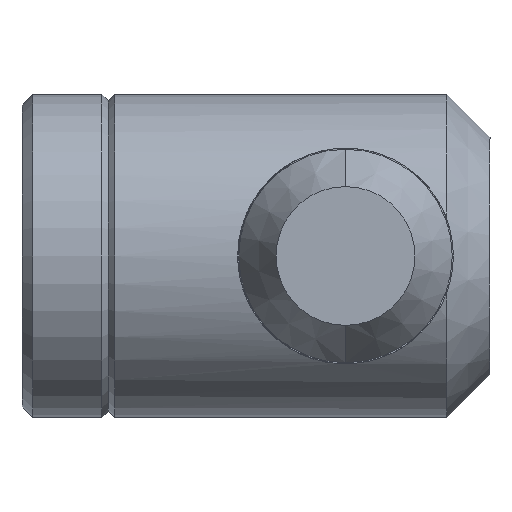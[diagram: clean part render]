
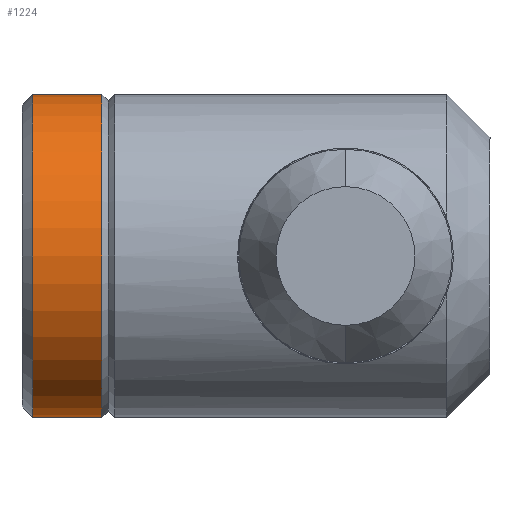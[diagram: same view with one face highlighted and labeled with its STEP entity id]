
A CAD part, left-side view. The second image highlights one B-rep face of the part: STEP entity #1224.
In plain terms, the highlighted cylindrical face has radius 7.5 mm (diameter 15 mm), a partial arc.
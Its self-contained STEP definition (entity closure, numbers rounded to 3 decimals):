
#111 = VERTEX_POINT ( 'NONE', #370 ) ;
#123 = EDGE_CURVE ( 'NONE', #1426, #111, #217, .T. ) ;
#179 = DIRECTION ( 'NONE',  ( 0., -1., 0. ) ) ;
#198 = DIRECTION ( 'NONE',  ( 0., 0., 1. ) ) ;
#210 = CARTESIAN_POINT ( 'NONE',  ( 0., 0., 0. ) ) ;
#217 = LINE ( 'NONE', #226, #2257 ) ;
#226 = CARTESIAN_POINT ( 'NONE',  ( 0., 0., 7.5 ) ) ;
#326 = DIRECTION ( 'NONE',  ( 0., 0., 1. ) ) ;
#340 = CARTESIAN_POINT ( 'NONE',  ( 0., -0.5, 0. ) ) ;
#370 = CARTESIAN_POINT ( 'NONE',  ( 0., -3.7, 7.5 ) ) ;
#391 = DIRECTION ( 'NONE',  ( 0., -1., 0. ) ) ;
#495 = CIRCLE ( 'NONE', #931, 7.5 ) ;
#540 = AXIS2_PLACEMENT_3D ( 'NONE', #340, #179, #326 ) ;
#580 = DIRECTION ( 'NONE',  ( 0., -1., 0. ) ) ;
#596 = LINE ( 'NONE', #747, #2134 ) ;
#622 = DIRECTION ( 'NONE',  ( 0., -1., 0. ) ) ;
#747 = CARTESIAN_POINT ( 'NONE',  ( 0., 0., -7.5 ) ) ;
#931 = AXIS2_PLACEMENT_3D ( 'NONE', #1844, #622, #1667 ) ;
#1010 = EDGE_LOOP ( 'NONE', ( #1990, #2073, #2094, #2197 ) ) ;
#1224 = ADVANCED_FACE ( 'NONE', ( #1425 ), #1600, .T. ) ;
#1347 = AXIS2_PLACEMENT_3D ( 'NONE', #210, #2298, #198 ) ;
#1385 = CARTESIAN_POINT ( 'NONE',  ( 0., -0.5, -7.5 ) ) ;
#1425 = FACE_OUTER_BOUND ( 'NONE', #1010, .T. ) ;
#1426 = VERTEX_POINT ( 'NONE', #2067 ) ;
#1487 = EDGE_CURVE ( 'NONE', #1911, #2003, #596, .T. ) ;
#1600 = CYLINDRICAL_SURFACE ( 'NONE', #1347, 7.5 ) ;
#1667 = DIRECTION ( 'NONE',  ( 0., 0., 1. ) ) ;
#1725 = EDGE_CURVE ( 'NONE', #111, #2003, #495, .T. ) ;
#1798 = CARTESIAN_POINT ( 'NONE',  ( 0., -3.7, -7.5 ) ) ;
#1831 = EDGE_CURVE ( 'NONE', #1426, #1911, #1948, .T. ) ;
#1844 = CARTESIAN_POINT ( 'NONE',  ( 0., -3.7, 0. ) ) ;
#1911 = VERTEX_POINT ( 'NONE', #1385 ) ;
#1948 = CIRCLE ( 'NONE', #540, 7.5 ) ;
#1990 = ORIENTED_EDGE ( 'NONE', *, *, #1831, .T. ) ;
#2003 = VERTEX_POINT ( 'NONE', #1798 ) ;
#2067 = CARTESIAN_POINT ( 'NONE',  ( 0., -0.5, 7.5 ) ) ;
#2073 = ORIENTED_EDGE ( 'NONE', *, *, #1487, .T. ) ;
#2094 = ORIENTED_EDGE ( 'NONE', *, *, #1725, .F. ) ;
#2134 = VECTOR ( 'NONE', #580, 1000. ) ;
#2197 = ORIENTED_EDGE ( 'NONE', *, *, #123, .F. ) ;
#2257 = VECTOR ( 'NONE', #391, 1000. ) ;
#2298 = DIRECTION ( 'NONE',  ( 0., -1., 0. ) ) ;
